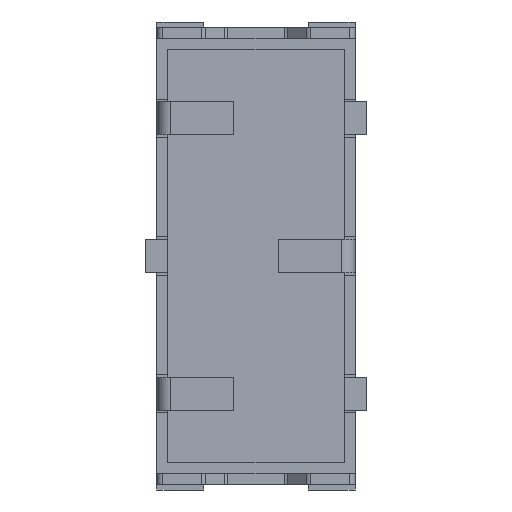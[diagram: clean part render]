
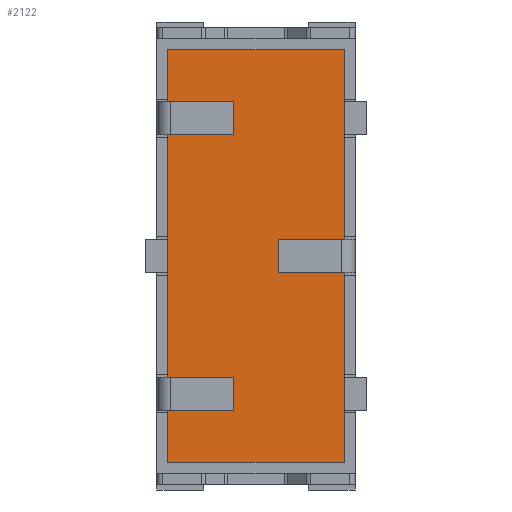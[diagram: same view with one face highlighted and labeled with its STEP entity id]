
A CAD part, front view. The second image highlights one B-rep face of the part: STEP entity #2122.
In plain terms, the highlighted planar face has unit normal (0, -1, 0).
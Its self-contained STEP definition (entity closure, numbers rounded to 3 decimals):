
#82 = DIRECTION ( 'NONE',  ( 0., 0., -1. ) ) ;
#317 = VECTOR ( 'NONE', #6143, 1000. ) ;
#416 = CARTESIAN_POINT ( 'NONE',  ( 1.6, -1.5, -3.75 ) ) ;
#801 = DIRECTION ( 'NONE',  ( 0., 0., -1. ) ) ;
#843 = VECTOR ( 'NONE', #82, 1000. ) ;
#1092 = LINE ( 'NONE', #5661, #4438 ) ;
#1138 = ORIENTED_EDGE ( 'NONE', *, *, #2413, .T. ) ;
#1202 = EDGE_CURVE ( 'NONE', #4798, #1553, #4304, .T. ) ;
#1419 = LINE ( 'NONE', #5960, #3335 ) ;
#1553 = VERTEX_POINT ( 'NONE', #416 ) ;
#1760 = DIRECTION ( 'NONE',  ( 0., 1., 0. ) ) ;
#1793 = VERTEX_POINT ( 'NONE', #1998 ) ;
#1830 = ORIENTED_EDGE ( 'NONE', *, *, #1202, .F. ) ;
#1890 = EDGE_CURVE ( 'NONE', #1793, #1553, #1092, .T. ) ;
#1998 = CARTESIAN_POINT ( 'NONE',  ( -1.6, -1.5, -3.75 ) ) ;
#2122 = ADVANCED_FACE ( 'NONE', ( #3252 ), #5818, .F. ) ;
#2286 = DIRECTION ( 'NONE',  ( 0., 0., 1. ) ) ;
#2333 = AXIS2_PLACEMENT_3D ( 'NONE', #5332, #1760, #2286 ) ;
#2413 = EDGE_CURVE ( 'NONE', #3539, #1793, #1419, .T. ) ;
#2631 = EDGE_CURVE ( 'NONE', #3539, #4798, #3916, .T. ) ;
#3046 = CARTESIAN_POINT ( 'NONE',  ( 1.6, -1.5, 3.75 ) ) ;
#3196 = ORIENTED_EDGE ( 'NONE', *, *, #1890, .T. ) ;
#3252 = FACE_OUTER_BOUND ( 'NONE', #4474, .T. ) ;
#3335 = VECTOR ( 'NONE', #801, 1000. ) ;
#3539 = VERTEX_POINT ( 'NONE', #4868 ) ;
#3752 = CARTESIAN_POINT ( 'NONE',  ( 1.6, -1.5, 3.75 ) ) ;
#3916 = LINE ( 'NONE', #3046, #317 ) ;
#4304 = LINE ( 'NONE', #4583, #843 ) ;
#4438 = VECTOR ( 'NONE', #5181, 1000. ) ;
#4474 = EDGE_LOOP ( 'NONE', ( #3196, #1830, #5347, #1138 ) ) ;
#4583 = CARTESIAN_POINT ( 'NONE',  ( 1.6, -1.5, 3.75 ) ) ;
#4798 = VERTEX_POINT ( 'NONE', #3752 ) ;
#4868 = CARTESIAN_POINT ( 'NONE',  ( -1.6, -1.5, 3.75 ) ) ;
#5181 = DIRECTION ( 'NONE',  ( 1., 0., 0. ) ) ;
#5332 = CARTESIAN_POINT ( 'NONE',  ( 1.6, -1.5, 3.75 ) ) ;
#5347 = ORIENTED_EDGE ( 'NONE', *, *, #2631, .F. ) ;
#5661 = CARTESIAN_POINT ( 'NONE',  ( 1.6, -1.5, -3.75 ) ) ;
#5818 = PLANE ( 'NONE',  #2333 ) ;
#5960 = CARTESIAN_POINT ( 'NONE',  ( -1.6, -1.5, 3.75 ) ) ;
#6143 = DIRECTION ( 'NONE',  ( 1., 0., 0. ) ) ;
